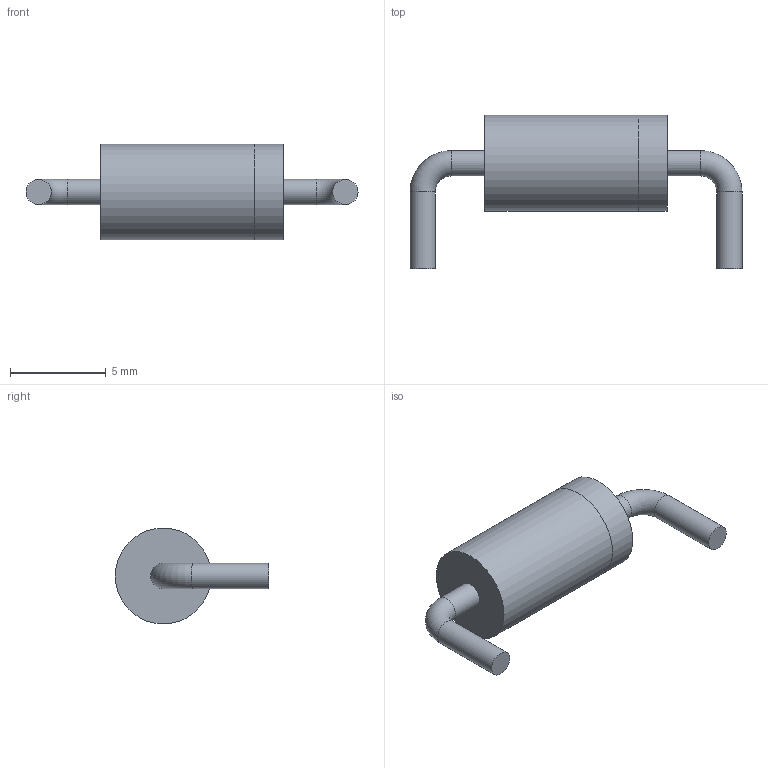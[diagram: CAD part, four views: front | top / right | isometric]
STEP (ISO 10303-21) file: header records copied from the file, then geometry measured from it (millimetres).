
FILE_DESCRIPTION(/* description */ (''),/* implementation_level */ '2;1');
FILE_NAME(/* name */ 'Power Diode 1N5400.step',/* time_stamp */ '2019-02-20T00:48:18+11:00',/* author */ ('austfox'),/* organization */ (''),/* preprocessor_version */ 'ST-DEVELOPER v17.2',/* originating_system */ 'Autodesk Translation Framework v7.6.0.251',/* authorisation */ '');
FILE_SCHEMA (('AUTOMOTIVE_DESIGN { 1 0 10303 214 3 1 1 }'));
Length unit declared in the file: millimetre
Products named in the file (1): Power Diode 1N5400
Bounding box: 17.32 x 8 x 5 mm (x, y, z)
Volume: 221.7 mm3; surface area: 337.1 mm2
Topology: 3 solids, 3 shells, 13 faces, 25 edges, 18 vertices
Faces by surface type: plane 6, cylinder 5, torus 2
Full cylindrical faces by diameter (mm): 1.32 x3, 5 x2
Entity records: 398 total; most frequent: DIRECTION 73, CARTESIAN_POINT 57, ORIENTED_EDGE 50, AXIS2_PLACEMENT_3D 34, EDGE_CURVE 25, CIRCLE 20, VERTEX_POINT 18, FACE_OUTER_BOUND 13
